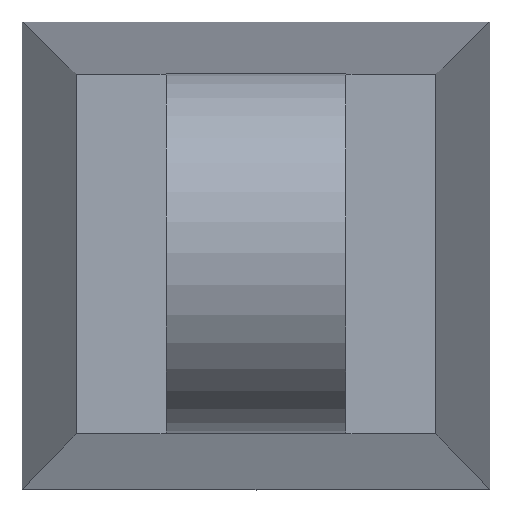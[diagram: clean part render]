
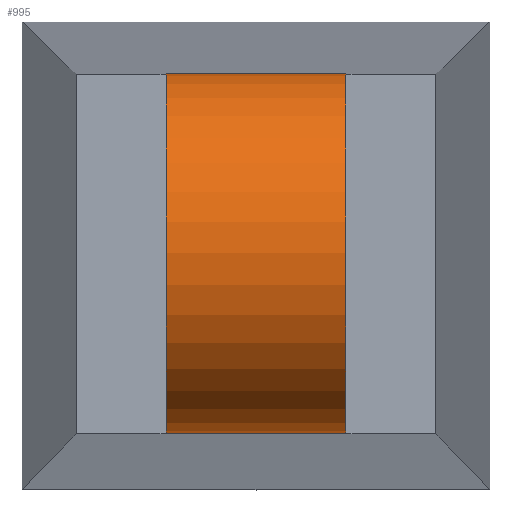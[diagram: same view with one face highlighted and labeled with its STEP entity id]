
A CAD part, top view. The second image highlights one B-rep face of the part: STEP entity #995.
In plain terms, the highlighted cylindrical face has radius 0.015 mm (diameter 0.03 mm), a partial arc.
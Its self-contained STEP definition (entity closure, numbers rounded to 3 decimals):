
#153 = PLANE('',#154);
#154 = AXIS2_PLACEMENT_3D('',#155,#156,#157);
#155 = CARTESIAN_POINT('',(0.015,0.015,
    0.095));
#156 = DIRECTION('',(0.,-1.,0.));
#157 = DIRECTION('',(-1.,0.,0.));
#462 = PLANE('',#463);
#463 = AXIS2_PLACEMENT_3D('',#464,#465,#466);
#464 = CARTESIAN_POINT('',(0.008,-0.015,
    0.095));
#465 = DIRECTION('',(1.,0.,0.));
#466 = DIRECTION('',(0.,1.,0.));
#479 = VERTEX_POINT('',#480);
#480 = CARTESIAN_POINT('',(0.008,0.015,
    0.11));
#501 = EDGE_CURVE('',#479,#502,#504,.T.);
#502 = VERTEX_POINT('',#503);
#503 = CARTESIAN_POINT('',(-0.008,0.015,
    0.11));
#504 = SURFACE_CURVE('',#505,(#509,#516),.PCURVE_S1.);
#505 = LINE('',#506,#507);
#506 = CARTESIAN_POINT('',(0.015,0.015,
    0.11));
#507 = VECTOR('',#508,1.);
#508 = DIRECTION('',(-1.,0.,0.));
#509 = PCURVE('',#153,#510);
#510 = DEFINITIONAL_REPRESENTATION('',(#511),#515);
#511 = LINE('',#512,#513);
#512 = CARTESIAN_POINT('',(0.,-0.015));
#513 = VECTOR('',#514,1.);
#514 = DIRECTION('',(1.,0.));
#515 = ( GEOMETRIC_REPRESENTATION_CONTEXT(2) 
PARAMETRIC_REPRESENTATION_CONTEXT() REPRESENTATION_CONTEXT('2D SPACE',''
  ) );
#516 = PCURVE('',#517,#522);
#517 = CYLINDRICAL_SURFACE('',#518,0.015);
#518 = AXIS2_PLACEMENT_3D('',#519,#520,#521);
#519 = CARTESIAN_POINT('',(0.015,0.,
    0.11));
#520 = DIRECTION('',(1.,0.,0.));
#521 = DIRECTION('',(0.,0.,1.));
#522 = DEFINITIONAL_REPRESENTATION('',(#523),#527);
#523 = LINE('',#524,#525);
#524 = CARTESIAN_POINT('',(-7.854,0.));
#525 = VECTOR('',#526,1.);
#526 = DIRECTION('',(-0.,-1.));
#527 = ( GEOMETRIC_REPRESENTATION_CONTEXT(2) 
PARAMETRIC_REPRESENTATION_CONTEXT() REPRESENTATION_CONTEXT('2D SPACE',''
  ) );
#543 = PLANE('',#544);
#544 = AXIS2_PLACEMENT_3D('',#545,#546,#547);
#545 = CARTESIAN_POINT('',(-0.008,-0.015,
    0.095));
#546 = DIRECTION('',(1.,0.,0.));
#547 = DIRECTION('',(0.,1.,0.));
#825 = PLANE('',#826);
#826 = AXIS2_PLACEMENT_3D('',#827,#828,#829);
#827 = CARTESIAN_POINT('',(-0.015,-0.015,
    0.095));
#828 = DIRECTION('',(0.,1.,0.));
#829 = DIRECTION('',(1.,0.,0.));
#843 = VERTEX_POINT('',#844);
#844 = CARTESIAN_POINT('',(0.008,-0.015,
    0.11));
#867 = EDGE_CURVE('',#479,#843,#868,.T.);
#868 = SURFACE_CURVE('',#869,(#874,#881),.PCURVE_S1.);
#869 = CIRCLE('',#870,0.015);
#870 = AXIS2_PLACEMENT_3D('',#871,#872,#873);
#871 = CARTESIAN_POINT('',(0.008,0.,
    0.11));
#872 = DIRECTION('',(1.,0.,0.));
#873 = DIRECTION('',(0.,1.,0.));
#874 = PCURVE('',#462,#875);
#875 = DEFINITIONAL_REPRESENTATION('',(#876),#880);
#876 = CIRCLE('',#877,0.015);
#877 = AXIS2_PLACEMENT_2D('',#878,#879);
#878 = CARTESIAN_POINT('',(0.015,0.015));
#879 = DIRECTION('',(1.,0.));
#880 = ( GEOMETRIC_REPRESENTATION_CONTEXT(2) 
PARAMETRIC_REPRESENTATION_CONTEXT() REPRESENTATION_CONTEXT('2D SPACE',''
  ) );
#881 = PCURVE('',#517,#882);
#882 = DEFINITIONAL_REPRESENTATION('',(#883),#887);
#883 = LINE('',#884,#885);
#884 = CARTESIAN_POINT('',(-7.854,-0.008));
#885 = VECTOR('',#886,1.);
#886 = DIRECTION('',(1.,-0.));
#887 = ( GEOMETRIC_REPRESENTATION_CONTEXT(2) 
PARAMETRIC_REPRESENTATION_CONTEXT() REPRESENTATION_CONTEXT('2D SPACE',''
  ) );
#924 = VERTEX_POINT('',#925);
#925 = CARTESIAN_POINT('',(-0.008,-0.015,
    0.11));
#948 = EDGE_CURVE('',#502,#924,#949,.T.);
#949 = SURFACE_CURVE('',#950,(#955,#962),.PCURVE_S1.);
#950 = CIRCLE('',#951,0.015);
#951 = AXIS2_PLACEMENT_3D('',#952,#953,#954);
#952 = CARTESIAN_POINT('',(-0.008,0.,
    0.11));
#953 = DIRECTION('',(1.,0.,0.));
#954 = DIRECTION('',(0.,1.,0.));
#955 = PCURVE('',#543,#956);
#956 = DEFINITIONAL_REPRESENTATION('',(#957),#961);
#957 = CIRCLE('',#958,0.015);
#958 = AXIS2_PLACEMENT_2D('',#959,#960);
#959 = CARTESIAN_POINT('',(0.015,0.015));
#960 = DIRECTION('',(1.,0.));
#961 = ( GEOMETRIC_REPRESENTATION_CONTEXT(2) 
PARAMETRIC_REPRESENTATION_CONTEXT() REPRESENTATION_CONTEXT('2D SPACE',''
  ) );
#962 = PCURVE('',#517,#963);
#963 = DEFINITIONAL_REPRESENTATION('',(#964),#968);
#964 = LINE('',#965,#966);
#965 = CARTESIAN_POINT('',(-7.854,-0.023));
#966 = VECTOR('',#967,1.);
#967 = DIRECTION('',(1.,-0.));
#968 = ( GEOMETRIC_REPRESENTATION_CONTEXT(2) 
PARAMETRIC_REPRESENTATION_CONTEXT() REPRESENTATION_CONTEXT('2D SPACE',''
  ) );
#995 = ADVANCED_FACE('',(#996),#517,.T.);
#996 = FACE_BOUND('',#997,.F.);
#997 = EDGE_LOOP('',(#998,#999,#1020,#1021));
#998 = ORIENTED_EDGE('',*,*,#867,.T.);
#999 = ORIENTED_EDGE('',*,*,#1000,.F.);
#1000 = EDGE_CURVE('',#924,#843,#1001,.T.);
#1001 = SURFACE_CURVE('',#1002,(#1006,#1013),.PCURVE_S1.);
#1002 = LINE('',#1003,#1004);
#1003 = CARTESIAN_POINT('',(-0.015,-0.015,
    0.11));
#1004 = VECTOR('',#1005,1.);
#1005 = DIRECTION('',(1.,0.,0.));
#1006 = PCURVE('',#517,#1007);
#1007 = DEFINITIONAL_REPRESENTATION('',(#1008),#1012);
#1008 = LINE('',#1009,#1010);
#1009 = CARTESIAN_POINT('',(-4.712,-0.03));
#1010 = VECTOR('',#1011,1.);
#1011 = DIRECTION('',(0.,1.));
#1012 = ( GEOMETRIC_REPRESENTATION_CONTEXT(2) 
PARAMETRIC_REPRESENTATION_CONTEXT() REPRESENTATION_CONTEXT('2D SPACE',''
  ) );
#1013 = PCURVE('',#825,#1014);
#1014 = DEFINITIONAL_REPRESENTATION('',(#1015),#1019);
#1015 = LINE('',#1016,#1017);
#1016 = CARTESIAN_POINT('',(0.,-0.015));
#1017 = VECTOR('',#1018,1.);
#1018 = DIRECTION('',(1.,0.));
#1019 = ( GEOMETRIC_REPRESENTATION_CONTEXT(2) 
PARAMETRIC_REPRESENTATION_CONTEXT() REPRESENTATION_CONTEXT('2D SPACE',''
  ) );
#1020 = ORIENTED_EDGE('',*,*,#948,.F.);
#1021 = ORIENTED_EDGE('',*,*,#501,.F.);
